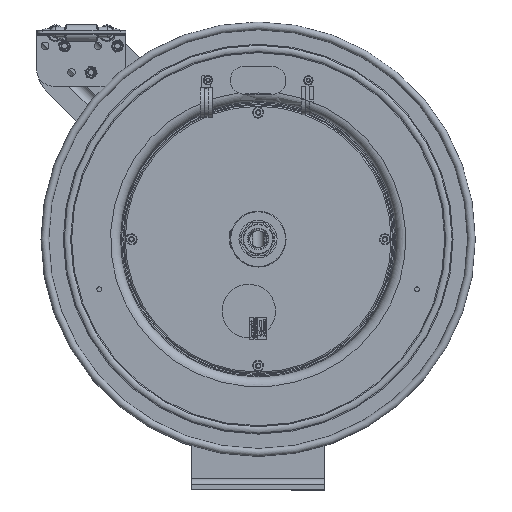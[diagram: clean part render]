
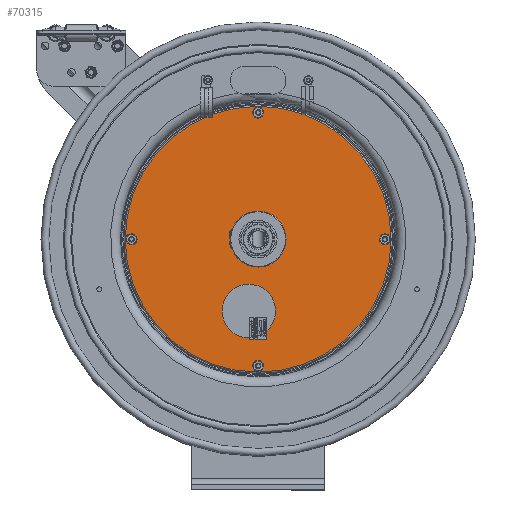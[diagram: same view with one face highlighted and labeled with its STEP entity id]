
A CAD part, top view. The second image highlights one B-rep face of the part: STEP entity #70315.
In plain terms, the highlighted planar face has unit normal (0, 0, 1).
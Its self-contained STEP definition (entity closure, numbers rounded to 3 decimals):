
#3840=FACE_BOUND('',#11843,.T.);
#3841=FACE_BOUND('',#11844,.T.);
#3842=FACE_BOUND('',#11845,.T.);
#3843=FACE_BOUND('',#11846,.T.);
#3844=FACE_BOUND('',#11847,.T.);
#6316=CIRCLE('',#75556,5.97);
#6317=CIRCLE('',#75557,0.655);
#6318=CIRCLE('',#75558,0.14);
#6319=CIRCLE('',#75559,0.14);
#6320=CIRCLE('',#75560,0.14);
#6321=CIRCLE('',#75561,0.14);
#9004=FACE_OUTER_BOUND('',#11842,.T.);
#11842=EDGE_LOOP('',(#61096));
#11843=EDGE_LOOP('',(#61097));
#11844=EDGE_LOOP('',(#61098));
#11845=EDGE_LOOP('',(#61099));
#11846=EDGE_LOOP('',(#61100));
#11847=EDGE_LOOP('',(#61101));
#33711=VERTEX_POINT('',#122027);
#33712=VERTEX_POINT('',#122029);
#33713=VERTEX_POINT('',#122031);
#33714=VERTEX_POINT('',#122033);
#33715=VERTEX_POINT('',#122035);
#33716=VERTEX_POINT('',#122037);
#45379=EDGE_CURVE('',#33711,#33711,#6316,.T.);
#45380=EDGE_CURVE('',#33712,#33712,#6317,.T.);
#45381=EDGE_CURVE('',#33713,#33713,#6318,.T.);
#45382=EDGE_CURVE('',#33714,#33714,#6319,.T.);
#45383=EDGE_CURVE('',#33715,#33715,#6320,.T.);
#45384=EDGE_CURVE('',#33716,#33716,#6321,.T.);
#61096=ORIENTED_EDGE('',*,*,#45379,.F.);
#61097=ORIENTED_EDGE('',*,*,#45380,.T.);
#61098=ORIENTED_EDGE('',*,*,#45381,.T.);
#61099=ORIENTED_EDGE('',*,*,#45382,.T.);
#61100=ORIENTED_EDGE('',*,*,#45383,.T.);
#61101=ORIENTED_EDGE('',*,*,#45384,.T.);
#65587=PLANE('',#75555);
#70315=ADVANCED_FACE('',(#9004,#3840,#3841,#3842,#3843,#3844),#65587,.T.);
#75555=AXIS2_PLACEMENT_3D('',#122026,#89418,#89419);
#75556=AXIS2_PLACEMENT_3D('',#122028,#89420,#89421);
#75557=AXIS2_PLACEMENT_3D('',#122030,#89422,#89423);
#75558=AXIS2_PLACEMENT_3D('',#122032,#89424,#89425);
#75559=AXIS2_PLACEMENT_3D('',#122034,#89426,#89427);
#75560=AXIS2_PLACEMENT_3D('',#122036,#89428,#89429);
#75561=AXIS2_PLACEMENT_3D('',#122038,#89430,#89431);
#89418=DIRECTION('center_axis',(0.,0.,
1.));
#89419=DIRECTION('ref_axis',(0.,1.,0.));
#89420=DIRECTION('center_axis',(0.,0.,
-1.));
#89421=DIRECTION('ref_axis',(0.,1.,0.));
#89422=DIRECTION('center_axis',(0.,0.,
-1.));
#89423=DIRECTION('ref_axis',(0.,-1.,0.));
#89424=DIRECTION('center_axis',(0.,0.,
-1.));
#89425=DIRECTION('ref_axis',(0.,1.,0.));
#89426=DIRECTION('center_axis',(0.,0.,
-1.));
#89427=DIRECTION('ref_axis',(0.,1.,0.));
#89428=DIRECTION('center_axis',(0.,0.,
-1.));
#89429=DIRECTION('ref_axis',(0.,1.,0.));
#89430=DIRECTION('center_axis',(0.,0.,
-1.));
#89431=DIRECTION('ref_axis',(0.,1.,0.));
#122026=CARTESIAN_POINT('Origin',(0.,11.252,
4.614));
#122027=CARTESIAN_POINT('',(0.,5.282,4.614));
#122028=CARTESIAN_POINT('Origin',(0.,11.252,
4.614));
#122029=CARTESIAN_POINT('',(0.,11.907,4.614));
#122030=CARTESIAN_POINT('Origin',(0.,11.252,
4.614));
#122031=CARTESIAN_POINT('',(0.,17.079,4.614));
#122032=CARTESIAN_POINT('Origin',(0.,16.939,
4.614));
#122033=CARTESIAN_POINT('',(0.,5.704,4.614));
#122034=CARTESIAN_POINT('Origin',(0.,5.564,
4.614));
#122035=CARTESIAN_POINT('',(-5.687,11.392,4.614));
#122036=CARTESIAN_POINT('Origin',(-5.687,11.252,4.614));
#122037=CARTESIAN_POINT('',(5.688,11.392,4.614));
#122038=CARTESIAN_POINT('Origin',(5.688,11.252,4.614));
